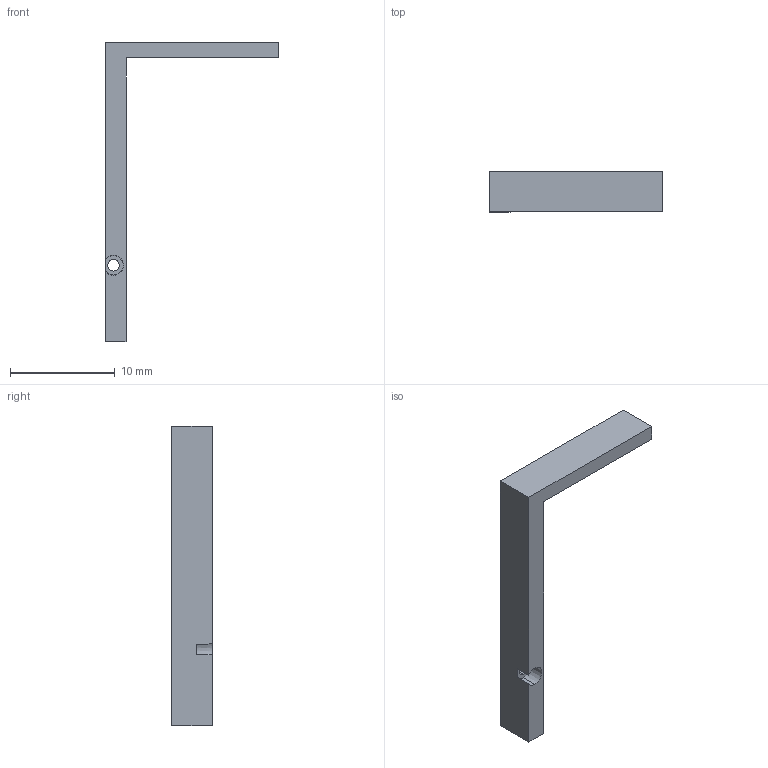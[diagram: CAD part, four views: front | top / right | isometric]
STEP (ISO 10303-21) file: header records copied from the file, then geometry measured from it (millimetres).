
FILE_DESCRIPTION (( 'STEP AP214' ), '1' );
FILE_NAME ('End cap.STEP', '2025-12-30T04:28:55', ( '' ), ( '' ), 'SwSTEP 2.0', 'SolidWorks 2024', '' );
FILE_SCHEMA (( 'AUTOMOTIVE_DESIGN' ));
Length unit declared in the file: millimetre
Products named in the file (1): End cap
Bounding box: 16.6 x 3.85 x 28.6 mm (x, y, z)
Volume: 285.7 mm3; surface area: 515.6 mm2
Topology: 1 solids, 1 shells, 18 faces, 46 edges, 30 vertices
Faces by surface type: plane 11, cone 5, cylinder 2
Entity records: 575 total; most frequent: CARTESIAN_POINT 101, DIRECTION 94, ORIENTED_EDGE 92, EDGE_CURVE 46, LINE 32, VECTOR 32, AXIS2_PLACEMENT_3D 31, VERTEX_POINT 30
